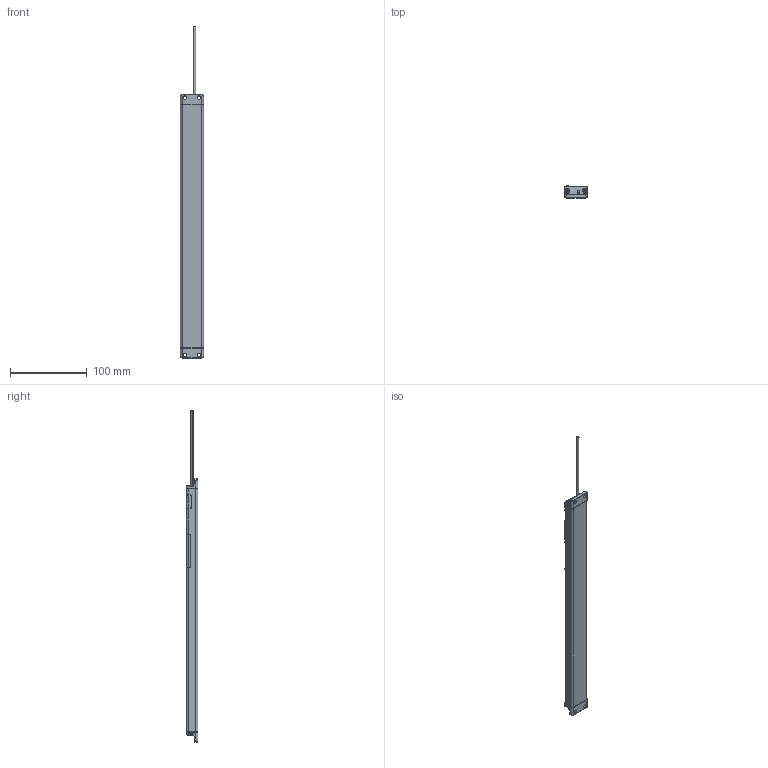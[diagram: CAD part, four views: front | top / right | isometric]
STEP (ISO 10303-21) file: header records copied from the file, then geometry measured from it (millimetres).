
FILE_DESCRIPTION((''),'2;1');
FILE_NAME('158561_ASM','2016-04-07T',('PDMAdmin'),(''),'PRO/ENGINEER BY PARAMETRIC TECHNOLOGY CORPORATION, 2013230','PRO/ENGINEER BY PARAMETRIC TECHNOLOGY CORPORATION, 2013230','');
FILE_SCHEMA(('CONFIG_CONTROL_DESIGN'));
Length unit declared in the file: inch
Products named in the file (13): 52940; 50523; 50518; 50522; 53748_ASM; 50528; 50525; 50526; 4X1_2_HEX_BHCS; 50521; 52923_OLD; PVA300P6EQ-51915_ASM; 158561_ASM
Assembly tree (18 placements, depth 4):
  158561_ASM
    PVA300P6EQ-51915_ASM
      53748_ASM
        52940
        50523  x2
        50518
        50522  x2
      50528  x2
      50525
      50526
      4X1_2_HEX_BHCS  x4
      50521
      52923_OLD
Bounding box: 29.97 x 15.24 x 431.44 mm (x, y, z)
Volume: 59140.4 mm3; surface area: 71387.9 mm2
Topology: 16 solids, 16 shells, 856 faces, 2219 edges, 1396 vertices
Faces by surface type: plane 427, cylinder 325, torus 32, bspline 32, sphere 28, cone 12
Entity records: 25269 total; most frequent: CARTESIAN_POINT 6512, ORIENTED_EDGE 3898, DIRECTION 3869, EDGE_CURVE 1949, AXIS2_PLACEMENT_3D 1310, VECTOR 1249, LINE 1249, VERTEX_POINT 1232
